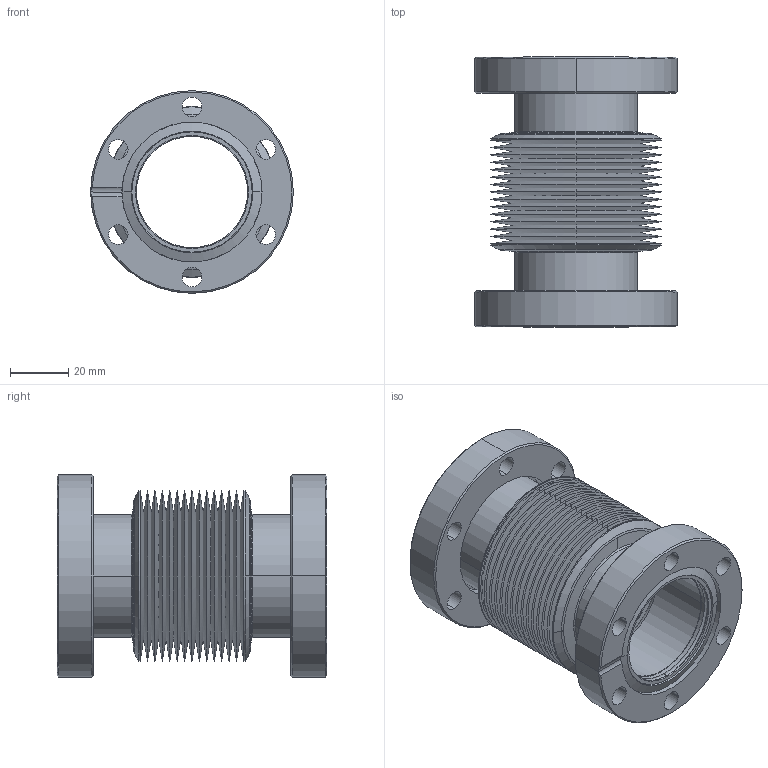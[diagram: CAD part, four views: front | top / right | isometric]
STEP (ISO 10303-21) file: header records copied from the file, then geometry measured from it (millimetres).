
FILE_DESCRIPTION (( 'STEP AP214' ), '1' );
FILE_NAME ('453-EWB-C40-50-LN.STEP', '2019-05-20T10:24:09', ( 'allectra' ), ( 'Microsoft' ), 'SwSTEP 2.0', 'SolidWorks 2014', '' );
FILE_SCHEMA (( 'AUTOMOTIVE_DESIGN' ));
Length unit declared in the file: millimetre
Products named in the file (1): 453-EWB-C40-50-LN
Bounding box: 69.9 x 93 x 69.9 mm (x, y, z)
Volume: 75335 mm3; surface area: 111462.5 mm2
Topology: 1 solids, 1 shells, 241 faces, 527 edges, 300 vertices
Faces by surface type: cone 142, cylinder 63, bspline 20, plane 16
Entity records: 9566 total; most frequent: CARTESIAN_POINT 1428, DIRECTION 1279, ORIENTED_EDGE 1054, AXIS2_PLACEMENT_3D 537, EDGE_CURVE 527, CIRCLE 315, VERTEX_POINT 300, EDGE_LOOP 279
